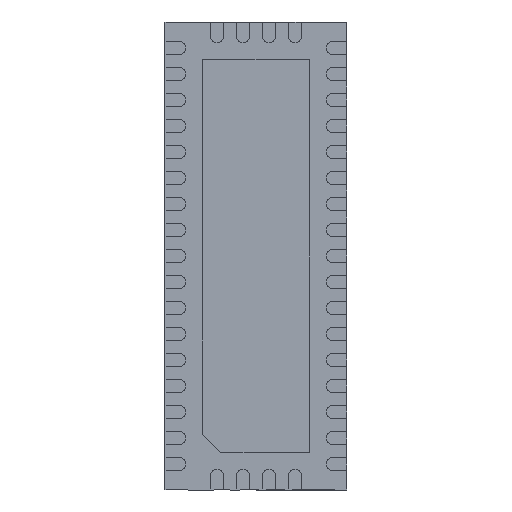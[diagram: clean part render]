
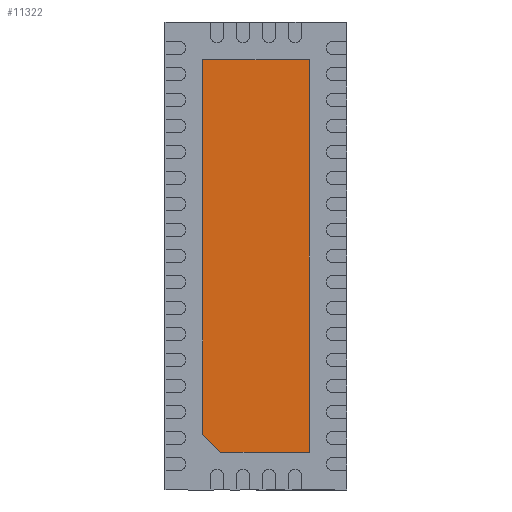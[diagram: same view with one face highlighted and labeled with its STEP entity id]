
A CAD part, front view. The second image highlights one B-rep face of the part: STEP entity #11322.
In plain terms, the highlighted planar face has unit normal (0, -1, 0).
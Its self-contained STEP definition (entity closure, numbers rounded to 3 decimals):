
#16 = CARTESIAN_POINT ( 'NONE',  ( 1.025, 0., -3.775 ) ) ;
#57 = VECTOR ( 'NONE', #1009, 1000. ) ;
#255 = CARTESIAN_POINT ( 'NONE',  ( -1.025, 0., 3.775 ) ) ;
#437 = CARTESIAN_POINT ( 'NONE',  ( -0.675, 0., -3.775 ) ) ;
#559 = EDGE_CURVE ( 'NONE', #12448, #1700, #11389, .T. ) ;
#1009 = DIRECTION ( 'NONE',  ( -1., 0., 0. ) ) ;
#1093 = VECTOR ( 'NONE', #13245, 1000. ) ;
#1556 = VECTOR ( 'NONE', #15520, 1000. ) ;
#1700 = VERTEX_POINT ( 'NONE', #255 ) ;
#2514 = VECTOR ( 'NONE', #11370, 1000. ) ;
#2802 = FACE_OUTER_BOUND ( 'NONE', #8995, .T. ) ;
#3743 = ORIENTED_EDGE ( 'NONE', *, *, #3760, .T. ) ;
#3760 = EDGE_CURVE ( 'NONE', #10454, #13176, #12261, .T. ) ;
#3984 = ORIENTED_EDGE ( 'NONE', *, *, #5444, .T. ) ;
#4435 = DIRECTION ( 'NONE',  ( 0.707, 0., -0.707 ) ) ;
#4589 = EDGE_CURVE ( 'NONE', #1700, #10626, #10836, .T. ) ;
#4655 = AXIS2_PLACEMENT_3D ( 'NONE', #7352, #9949, #13773 ) ;
#5307 = CARTESIAN_POINT ( 'NONE',  ( 1.025, 0., -3.775 ) ) ;
#5359 = LINE ( 'NONE', #5307, #1556 ) ;
#5444 = EDGE_CURVE ( 'NONE', #10626, #10454, #7784, .T. ) ;
#7352 = CARTESIAN_POINT ( 'NONE',  ( 0., 0., 0. ) ) ;
#7784 = LINE ( 'NONE', #437, #16371 ) ;
#7954 = ORIENTED_EDGE ( 'NONE', *, *, #12214, .T. ) ;
#8750 = ORIENTED_EDGE ( 'NONE', *, *, #4589, .T. ) ;
#8995 = EDGE_LOOP ( 'NONE', ( #8750, #3984, #3743, #7954, #9423 ) ) ;
#9423 = ORIENTED_EDGE ( 'NONE', *, *, #559, .T. ) ;
#9949 = DIRECTION ( 'NONE',  ( 0., -1., 0. ) ) ;
#10454 = VERTEX_POINT ( 'NONE', #14162 ) ;
#10626 = VERTEX_POINT ( 'NONE', #10692 ) ;
#10692 = CARTESIAN_POINT ( 'NONE',  ( -1.025, 0., -3.425 ) ) ;
#10836 = LINE ( 'NONE', #13078, #1093 ) ;
#11322 = ADVANCED_FACE ( 'NONE', ( #2802 ), #12803, .T. ) ;
#11370 = DIRECTION ( 'NONE',  ( 1., 0., 0. ) ) ;
#11389 = LINE ( 'NONE', #14998, #57 ) ;
#11421 = CARTESIAN_POINT ( 'NONE',  ( 1.025, 0., -3.775 ) ) ;
#12214 = EDGE_CURVE ( 'NONE', #13176, #12448, #5359, .T. ) ;
#12261 = LINE ( 'NONE', #11421, #2514 ) ;
#12448 = VERTEX_POINT ( 'NONE', #13671 ) ;
#12803 = PLANE ( 'NONE',  #4655 ) ;
#13078 = CARTESIAN_POINT ( 'NONE',  ( -1.025, 0., -3.425 ) ) ;
#13176 = VERTEX_POINT ( 'NONE', #16 ) ;
#13245 = DIRECTION ( 'NONE',  ( 0., 0., -1. ) ) ;
#13671 = CARTESIAN_POINT ( 'NONE',  ( 1.025, 0., 3.775 ) ) ;
#13773 = DIRECTION ( 'NONE',  ( 0., 0., -1. ) ) ;
#14162 = CARTESIAN_POINT ( 'NONE',  ( -0.675, 0., -3.775 ) ) ;
#14998 = CARTESIAN_POINT ( 'NONE',  ( 1.025, 0., 3.775 ) ) ;
#15520 = DIRECTION ( 'NONE',  ( 0., 0., 1. ) ) ;
#16371 = VECTOR ( 'NONE', #4435, 1000. ) ;
